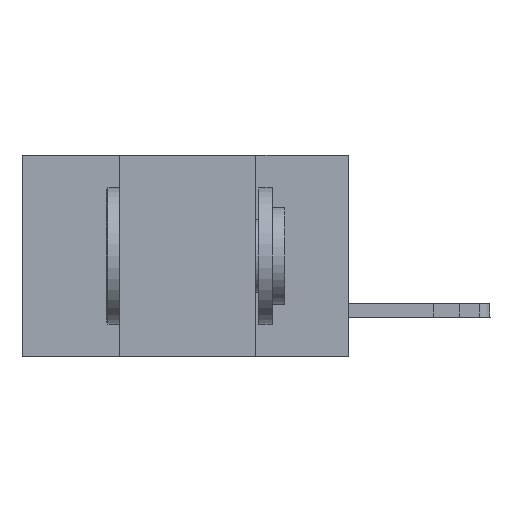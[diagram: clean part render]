
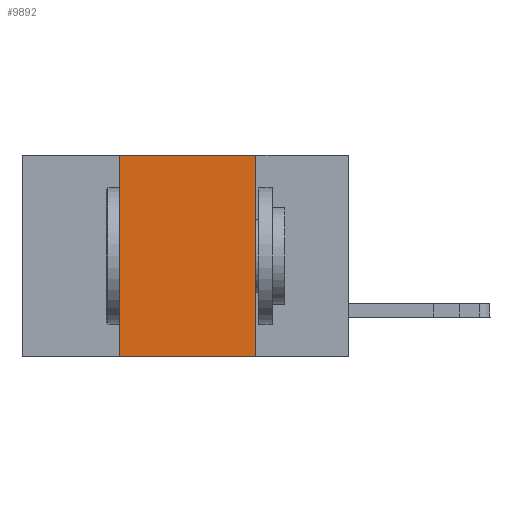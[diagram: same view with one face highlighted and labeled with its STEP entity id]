
A CAD part, left-side view. The second image highlights one B-rep face of the part: STEP entity #9892.
In plain terms, the highlighted planar face has unit normal (-1, 0, 0).
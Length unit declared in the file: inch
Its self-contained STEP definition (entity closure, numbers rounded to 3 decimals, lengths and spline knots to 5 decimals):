
#806 = CARTESIAN_POINT ( 'NONE',  ( 0., 0.17, 0. ) ) ;
#818 = ORIENTED_EDGE ( 'NONE', *, *, #19263, .F. ) ;
#1034 = EDGE_CURVE ( 'NONE', #3551, #21442, #6524, .T. ) ;
#1498 = VECTOR ( 'NONE', #7958, 39.37008 ) ;
#1939 = CARTESIAN_POINT ( 'NONE',  ( 0., 0.42, 0. ) ) ;
#2468 = CARTESIAN_POINT ( 'NONE',  ( 0., 0.42, 0. ) ) ;
#2500 = VECTOR ( 'NONE', #13853, 39.37008 ) ;
#2883 = LINE ( 'NONE', #8199, #14321 ) ;
#3551 = VERTEX_POINT ( 'NONE', #17675 ) ;
#4170 = EDGE_CURVE ( 'NONE', #8822, #21442, #2883, .T. ) ;
#4828 = DIRECTION ( 'NONE',  ( 0., 0., -1. ) ) ;
#5232 = EDGE_CURVE ( 'NONE', #19672, #8822, #7108, .T. ) ;
#5293 = AXIS2_PLACEMENT_3D ( 'NONE', #10149, #16940, #6727 ) ;
#5431 = ORIENTED_EDGE ( 'NONE', *, *, #1034, .T. ) ;
#6524 = LINE ( 'NONE', #10495, #2500 ) ;
#6727 = DIRECTION ( 'NONE',  ( 0., 0., -1. ) ) ;
#7108 = LINE ( 'NONE', #14723, #1498 ) ;
#7958 = DIRECTION ( 'NONE',  ( 0., -1., 0. ) ) ;
#8199 = CARTESIAN_POINT ( 'NONE',  ( 0., 0.17, 0. ) ) ;
#8822 = VERTEX_POINT ( 'NONE', #806 ) ;
#9892 = ADVANCED_FACE ( 'NONE', ( #18097 ), #20577, .F. ) ;
#10149 = CARTESIAN_POINT ( 'NONE',  ( 0., 0.6, 0. ) ) ;
#10495 = CARTESIAN_POINT ( 'NONE',  ( 0., 0.6, -0.37 ) ) ;
#11376 = ORIENTED_EDGE ( 'NONE', *, *, #4170, .F. ) ;
#12912 = EDGE_LOOP ( 'NONE', ( #11376, #20134, #818, #5431 ) ) ;
#13853 = DIRECTION ( 'NONE',  ( 0., -1., 0. ) ) ;
#13905 = LINE ( 'NONE', #2468, #19485 ) ;
#14321 = VECTOR ( 'NONE', #4828, 39.37008 ) ;
#14723 = CARTESIAN_POINT ( 'NONE',  ( 0., 0.6, 0. ) ) ;
#16940 = DIRECTION ( 'NONE',  ( 1., 0., 0. ) ) ;
#17675 = CARTESIAN_POINT ( 'NONE',  ( 0., 0.42, -0.37 ) ) ;
#18097 = FACE_OUTER_BOUND ( 'NONE', #12912, .T. ) ;
#19263 = EDGE_CURVE ( 'NONE', #3551, #19672, #13905, .T. ) ;
#19456 = DIRECTION ( 'NONE',  ( 0., 0., 1. ) ) ;
#19485 = VECTOR ( 'NONE', #19456, 39.37008 ) ;
#19672 = VERTEX_POINT ( 'NONE', #1939 ) ;
#19983 = CARTESIAN_POINT ( 'NONE',  ( 0., 0.17, -0.37 ) ) ;
#20134 = ORIENTED_EDGE ( 'NONE', *, *, #5232, .F. ) ;
#20577 = PLANE ( 'NONE',  #5293 ) ;
#21442 = VERTEX_POINT ( 'NONE', #19983 ) ;
